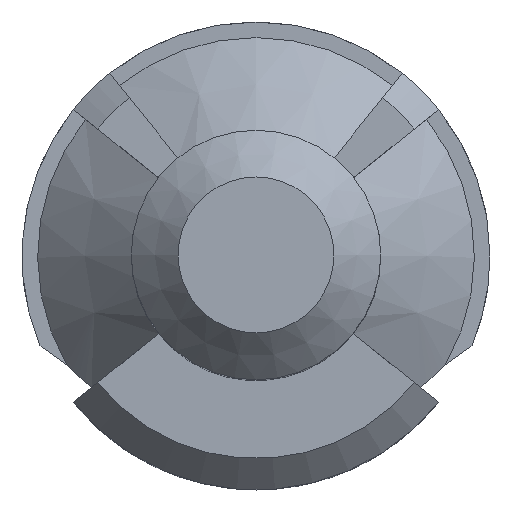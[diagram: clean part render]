
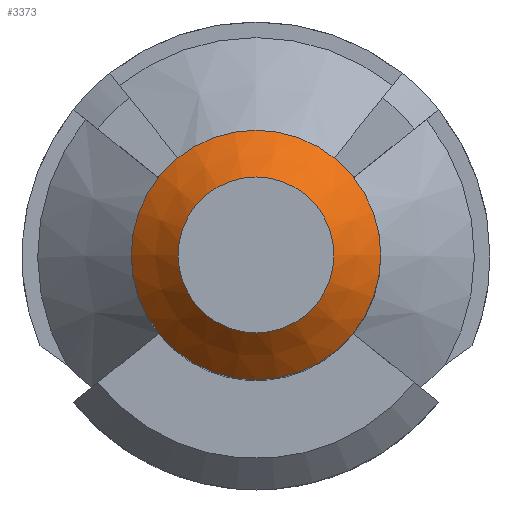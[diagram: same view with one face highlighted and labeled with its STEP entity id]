
A CAD part, top view. The second image highlights one B-rep face of the part: STEP entity #3373.
In plain terms, the highlighted conical face has half-angle 45 degrees and reference radius 8 mm.
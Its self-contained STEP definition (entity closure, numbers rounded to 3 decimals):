
#1148 = CYLINDRICAL_SURFACE('',#1149,8.);
#1149 = AXIS2_PLACEMENT_3D('',#1150,#1151,#1152);
#1150 = CARTESIAN_POINT('',(0.,0.,30.));
#1151 = DIRECTION('',(0.,0.,-1.));
#1152 = DIRECTION('',(1.,0.,0.));
#2650 = EDGE_CURVE('',#2651,#2651,#2653,.T.);
#2651 = VERTEX_POINT('',#2652);
#2652 = CARTESIAN_POINT('',(8.,0.,57.));
#2653 = SURFACE_CURVE('',#2654,(#2659,#2666),.PCURVE_S1.);
#2654 = CIRCLE('',#2655,8.);
#2655 = AXIS2_PLACEMENT_3D('',#2656,#2657,#2658);
#2656 = CARTESIAN_POINT('',(0.,0.,57.));
#2657 = DIRECTION('',(0.,0.,1.));
#2658 = DIRECTION('',(1.,0.,0.));
#2659 = PCURVE('',#1148,#2660);
#2660 = DEFINITIONAL_REPRESENTATION('',(#2661),#2665);
#2661 = LINE('',#2662,#2663);
#2662 = CARTESIAN_POINT('',(-0.,-27.));
#2663 = VECTOR('',#2664,1.);
#2664 = DIRECTION('',(-1.,0.));
#2665 = ( GEOMETRIC_REPRESENTATION_CONTEXT(2) 
PARAMETRIC_REPRESENTATION_CONTEXT() REPRESENTATION_CONTEXT('2D SPACE',''
  ) );
#2666 = PCURVE('',#2667,#2672);
#2667 = CONICAL_SURFACE('',#2668,8.,0.785);
#2668 = AXIS2_PLACEMENT_3D('',#2669,#2670,#2671);
#2669 = CARTESIAN_POINT('',(0.,0.,57.));
#2670 = DIRECTION('',(0.,0.,-1.));
#2671 = DIRECTION('',(1.,0.,0.));
#2672 = DEFINITIONAL_REPRESENTATION('',(#2673),#2677);
#2673 = LINE('',#2674,#2675);
#2674 = CARTESIAN_POINT('',(-0.,-0.));
#2675 = VECTOR('',#2676,1.);
#2676 = DIRECTION('',(-1.,-0.));
#2677 = ( GEOMETRIC_REPRESENTATION_CONTEXT(2) 
PARAMETRIC_REPRESENTATION_CONTEXT() REPRESENTATION_CONTEXT('2D SPACE',''
  ) );
#3373 = ADVANCED_FACE('',(#3374),#2667,.T.);
#3374 = FACE_BOUND('',#3375,.T.);
#3375 = EDGE_LOOP('',(#3376,#3397,#3398,#3399));
#3376 = ORIENTED_EDGE('',*,*,#3377,.F.);
#3377 = EDGE_CURVE('',#2651,#3378,#3380,.T.);
#3378 = VERTEX_POINT('',#3379);
#3379 = CARTESIAN_POINT('',(5.,0.,60.));
#3380 = SEAM_CURVE('',#3381,(#3385,#3391),.PCURVE_S1.);
#3381 = LINE('',#3382,#3383);
#3382 = CARTESIAN_POINT('',(8.,0.,57.));
#3383 = VECTOR('',#3384,1.);
#3384 = DIRECTION('',(-0.707,0.,0.707));
#3385 = PCURVE('',#2667,#3386);
#3386 = DEFINITIONAL_REPRESENTATION('',(#3387),#3390);
#3387 = B_SPLINE_CURVE_WITH_KNOTS('',1,(#3388,#3389),.UNSPECIFIED.,.F.,
  .F.,(2,2),(0.,4.243),.PIECEWISE_BEZIER_KNOTS.);
#3388 = CARTESIAN_POINT('',(0.,0.));
#3389 = CARTESIAN_POINT('',(0.,-3.));
#3390 = ( GEOMETRIC_REPRESENTATION_CONTEXT(2) 
PARAMETRIC_REPRESENTATION_CONTEXT() REPRESENTATION_CONTEXT('2D SPACE',''
  ) );
#3391 = PCURVE('',#2667,#3392);
#3392 = DEFINITIONAL_REPRESENTATION('',(#3393),#3396);
#3393 = B_SPLINE_CURVE_WITH_KNOTS('',1,(#3394,#3395),.UNSPECIFIED.,.F.,
  .F.,(2,2),(0.,4.243),.PIECEWISE_BEZIER_KNOTS.);
#3394 = CARTESIAN_POINT('',(-6.283,0.));
#3395 = CARTESIAN_POINT('',(-6.283,-3.));
#3396 = ( GEOMETRIC_REPRESENTATION_CONTEXT(2) 
PARAMETRIC_REPRESENTATION_CONTEXT() REPRESENTATION_CONTEXT('2D SPACE',''
  ) );
#3397 = ORIENTED_EDGE('',*,*,#2650,.T.);
#3398 = ORIENTED_EDGE('',*,*,#3377,.T.);
#3399 = ORIENTED_EDGE('',*,*,#3400,.F.);
#3400 = EDGE_CURVE('',#3378,#3378,#3401,.T.);
#3401 = SURFACE_CURVE('',#3402,(#3407,#3414),.PCURVE_S1.);
#3402 = CIRCLE('',#3403,5.);
#3403 = AXIS2_PLACEMENT_3D('',#3404,#3405,#3406);
#3404 = CARTESIAN_POINT('',(0.,0.,60.));
#3405 = DIRECTION('',(0.,0.,1.));
#3406 = DIRECTION('',(1.,0.,0.));
#3407 = PCURVE('',#2667,#3408);
#3408 = DEFINITIONAL_REPRESENTATION('',(#3409),#3413);
#3409 = LINE('',#3410,#3411);
#3410 = CARTESIAN_POINT('',(-0.,-3.));
#3411 = VECTOR('',#3412,1.);
#3412 = DIRECTION('',(-1.,-0.));
#3413 = ( GEOMETRIC_REPRESENTATION_CONTEXT(2) 
PARAMETRIC_REPRESENTATION_CONTEXT() REPRESENTATION_CONTEXT('2D SPACE',''
  ) );
#3414 = PCURVE('',#3415,#3420);
#3415 = PLANE('',#3416);
#3416 = AXIS2_PLACEMENT_3D('',#3417,#3418,#3419);
#3417 = CARTESIAN_POINT('',(0.,0.,60.));
#3418 = DIRECTION('',(0.,0.,1.));
#3419 = DIRECTION('',(0.,1.,0.));
#3420 = DEFINITIONAL_REPRESENTATION('',(#3421),#3425);
#3421 = CIRCLE('',#3422,5.);
#3422 = AXIS2_PLACEMENT_2D('',#3423,#3424);
#3423 = CARTESIAN_POINT('',(0.,0.));
#3424 = DIRECTION('',(0.,-1.));
#3425 = ( GEOMETRIC_REPRESENTATION_CONTEXT(2) 
PARAMETRIC_REPRESENTATION_CONTEXT() REPRESENTATION_CONTEXT('2D SPACE',''
  ) );
